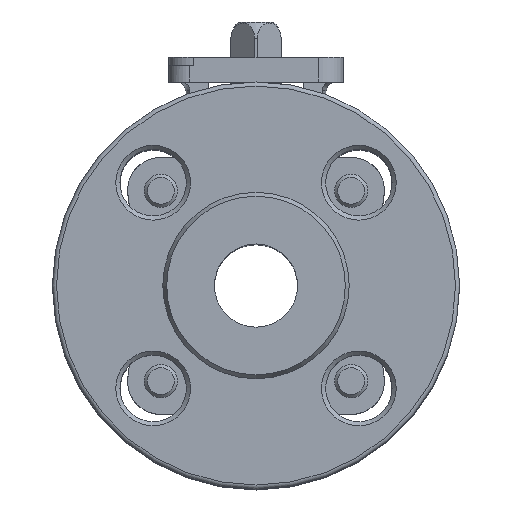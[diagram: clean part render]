
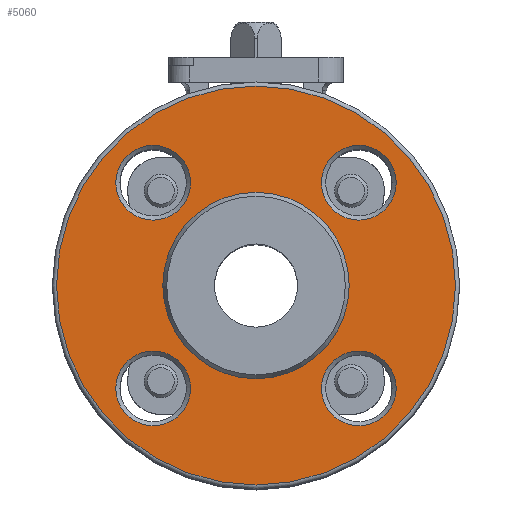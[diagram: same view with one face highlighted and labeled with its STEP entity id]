
A CAD part, top view. The second image highlights one B-rep face of the part: STEP entity #5060.
In plain terms, the highlighted planar face has unit normal (0, 0, 1).
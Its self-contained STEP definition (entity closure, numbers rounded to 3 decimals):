
#823=PLANE('',#5430);
#1010=ORIENTED_EDGE('',*,*,#2514,.F.);
#1011=ORIENTED_EDGE('',*,*,#2516,.F.);
#1012=ORIENTED_EDGE('',*,*,#2517,.F.);
#1013=ORIENTED_EDGE('',*,*,#2518,.F.);
#1014=ORIENTED_EDGE('',*,*,#2519,.F.);
#1015=ORIENTED_EDGE('',*,*,#2513,.T.);
#2513=EDGE_CURVE('',#3270,#3270,#3783,.T.);
#2514=EDGE_CURVE('',#3271,#3271,#3784,.T.);
#2516=EDGE_CURVE('',#3273,#3273,#3786,.T.);
#2517=EDGE_CURVE('',#3274,#3274,#3787,.T.);
#2518=EDGE_CURVE('',#3275,#3275,#3788,.T.);
#2519=EDGE_CURVE('',#3276,#3276,#3789,.T.);
#3270=VERTEX_POINT('',#7705);
#3271=VERTEX_POINT('',#7708);
#3273=VERTEX_POINT('',#7713);
#3274=VERTEX_POINT('',#7715);
#3275=VERTEX_POINT('',#7717);
#3276=VERTEX_POINT('',#7719);
#3783=CIRCLE('',#5426,22.424);
#3784=CIRCLE('',#5428,48.);
#3786=CIRCLE('',#5431,9.);
#3787=CIRCLE('',#5432,9.);
#3788=CIRCLE('',#5433,9.);
#3789=CIRCLE('',#5434,9.);
#4119=EDGE_LOOP('',(#1010));
#4120=EDGE_LOOP('',(#1011));
#4121=EDGE_LOOP('',(#1012));
#4122=EDGE_LOOP('',(#1013));
#4123=EDGE_LOOP('',(#1014));
#4124=EDGE_LOOP('',(#1015));
#4550=FACE_BOUND('',#4119,.T.);
#4551=FACE_BOUND('',#4120,.T.);
#4552=FACE_BOUND('',#4121,.T.);
#4553=FACE_BOUND('',#4122,.T.);
#4554=FACE_BOUND('',#4123,.T.);
#4555=FACE_BOUND('',#4124,.T.);
#5060=ADVANCED_FACE('',(#4550,#4551,#4552,#4553,#4554,#4555),#823,.F.);
#5426=AXIS2_PLACEMENT_3D('',#7704,#6149,#6150);
#5428=AXIS2_PLACEMENT_3D('',#7707,#6153,#6154);
#5430=AXIS2_PLACEMENT_3D('',#7711,#6157,#6158);
#5431=AXIS2_PLACEMENT_3D('',#7712,#6159,#6160);
#5432=AXIS2_PLACEMENT_3D('',#7714,#6161,#6162);
#5433=AXIS2_PLACEMENT_3D('',#7716,#6163,#6164);
#5434=AXIS2_PLACEMENT_3D('',#7718,#6165,#6166);
#6149=DIRECTION('',(0.,0.,-1.));
#6150=DIRECTION('',(-1.,0.,0.));
#6153=DIRECTION('',(0.,0.,-1.));
#6154=DIRECTION('',(-1.,0.,0.));
#6157=DIRECTION('',(0.,0.,-1.));
#6158=DIRECTION('',(-1.,0.,0.));
#6159=DIRECTION('',(0.,0.,1.));
#6160=DIRECTION('',(1.,0.,0.));
#6161=DIRECTION('',(0.,0.,1.));
#6162=DIRECTION('',(1.,0.,0.));
#6163=DIRECTION('',(0.,0.,1.));
#6164=DIRECTION('',(1.,0.,0.));
#6165=DIRECTION('',(0.,0.,1.));
#6166=DIRECTION('',(1.,0.,0.));
#7704=CARTESIAN_POINT('',(0.,0.,47.4));
#7705=CARTESIAN_POINT('',(-22.424,0.,47.4));
#7707=CARTESIAN_POINT('',(0.,0.,47.4));
#7708=CARTESIAN_POINT('',(-48.,0.,47.4));
#7711=CARTESIAN_POINT('',(0.,22.424,47.4));
#7712=CARTESIAN_POINT('',(-24.749,-24.749,47.4));
#7713=CARTESIAN_POINT('',(-15.749,-24.749,47.4));
#7714=CARTESIAN_POINT('',(24.749,-24.749,47.4));
#7715=CARTESIAN_POINT('',(33.749,-24.749,47.4));
#7716=CARTESIAN_POINT('',(24.749,24.749,47.4));
#7717=CARTESIAN_POINT('',(33.749,24.749,47.4));
#7718=CARTESIAN_POINT('',(-24.749,24.749,47.4));
#7719=CARTESIAN_POINT('',(-15.749,24.749,47.4));
